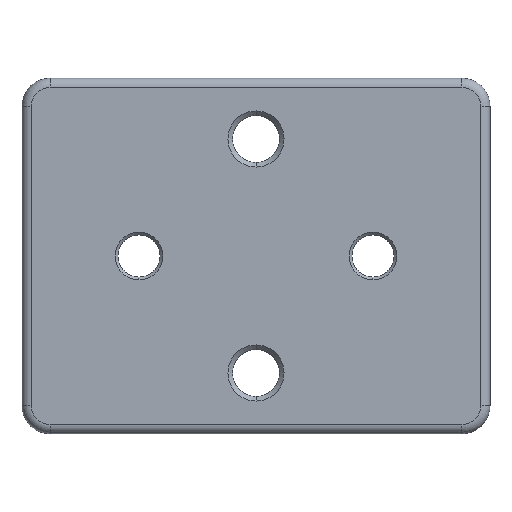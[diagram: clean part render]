
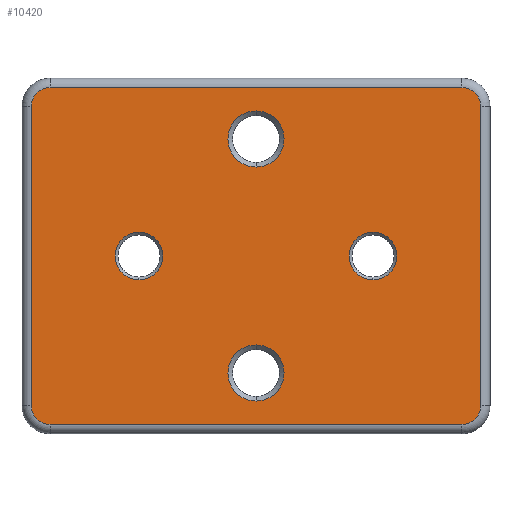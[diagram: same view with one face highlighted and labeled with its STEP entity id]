
A CAD part, front view. The second image highlights one B-rep face of the part: STEP entity #10420.
In plain terms, the highlighted planar face has unit normal (0, -1, 0).
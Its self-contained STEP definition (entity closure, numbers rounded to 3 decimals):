
#86 = ORIENTED_EDGE ( 'NONE', *, *, #9323, .T. ) ;
#97 = EDGE_CURVE ( 'NONE', #14792, #9180, #11378, .T. ) ;
#223 = EDGE_CURVE ( 'NONE', #9180, #13451, #2863, .T. ) ;
#260 = AXIS2_PLACEMENT_3D ( 'NONE', #9256, #12893, #10479 ) ;
#337 = CARTESIAN_POINT ( 'NONE',  ( 22., 0., -16. ) ) ;
#458 = VERTEX_POINT ( 'NONE', #3015 ) ;
#501 = CARTESIAN_POINT ( 'NONE',  ( 0., 0., 12.5 ) ) ;
#601 = FACE_OUTER_BOUND ( 'NONE', #4412, .T. ) ;
#828 = LINE ( 'NONE', #1976, #5930 ) ;
#831 = CARTESIAN_POINT ( 'NONE',  ( 0., 0., 9.5 ) ) ;
#1047 = DIRECTION ( 'NONE',  ( 0., 1., 0. ) ) ;
#1154 = EDGE_CURVE ( 'NONE', #10997, #7540, #4744, .T. ) ;
#1434 = DIRECTION ( 'NONE',  ( 0., -1., 0. ) ) ;
#1912 = CARTESIAN_POINT ( 'NONE',  ( 24., 0., -16. ) ) ;
#1976 = CARTESIAN_POINT ( 'NONE',  ( 24., 0., 0. ) ) ;
#2040 = CARTESIAN_POINT ( 'NONE',  ( 0., 0., -12.5 ) ) ;
#2174 = CARTESIAN_POINT ( 'NONE',  ( -24., 0., -16. ) ) ;
#2245 = AXIS2_PLACEMENT_3D ( 'NONE', #6203, #10890, #14083 ) ;
#2377 = CARTESIAN_POINT ( 'NONE',  ( 0., 0., 12.5 ) ) ;
#2381 = EDGE_LOOP ( 'NONE', ( #13619, #6309 ) ) ;
#2516 = EDGE_LOOP ( 'NONE', ( #3439, #11458 ) ) ;
#2517 = DIRECTION ( 'NONE',  ( 1., 0., 0. ) ) ;
#2738 = CARTESIAN_POINT ( 'NONE',  ( 0., 0., -12.5 ) ) ;
#2863 = LINE ( 'NONE', #14610, #10860 ) ;
#2888 = FACE_BOUND ( 'NONE', #10130, .T. ) ;
#3015 = CARTESIAN_POINT ( 'NONE',  ( 12.5, 0., -2.55 ) ) ;
#3026 = VERTEX_POINT ( 'NONE', #14545 ) ;
#3040 = CARTESIAN_POINT ( 'NONE',  ( 0., 0., -15.5 ) ) ;
#3091 = EDGE_CURVE ( 'NONE', #13550, #14792, #8976, .T. ) ;
#3108 = DIRECTION ( 'NONE',  ( 0., 0., 1. ) ) ;
#3202 = DIRECTION ( 'NONE',  ( 0., 0., 1. ) ) ;
#3205 = AXIS2_PLACEMENT_3D ( 'NONE', #15053, #9236, #5698 ) ;
#3248 = CIRCLE ( 'NONE', #6443, 2. ) ;
#3250 = EDGE_CURVE ( 'NONE', #3026, #7935, #3248, .T. ) ;
#3439 = ORIENTED_EDGE ( 'NONE', *, *, #13187, .T. ) ;
#3464 = CIRCLE ( 'NONE', #2245, 2.55 ) ;
#3467 = CARTESIAN_POINT ( 'NONE',  ( 12.5, 0., 2.55 ) ) ;
#3594 = LINE ( 'NONE', #14245, #8849 ) ;
#3694 = VERTEX_POINT ( 'NONE', #3467 ) ;
#3832 = DIRECTION ( 'NONE',  ( 0., 1., 0. ) ) ;
#4001 = EDGE_CURVE ( 'NONE', #12180, #13550, #8209, .T. ) ;
#4044 = CARTESIAN_POINT ( 'NONE',  ( -22., 0., 18. ) ) ;
#4195 = CARTESIAN_POINT ( 'NONE',  ( 0., 0., 18. ) ) ;
#4412 = EDGE_LOOP ( 'NONE', ( #6393, #4661, #8581, #7814, #14570, #10138, #86, #12040 ) ) ;
#4661 = ORIENTED_EDGE ( 'NONE', *, *, #97, .T. ) ;
#4744 = CIRCLE ( 'NONE', #8922, 2.55 ) ;
#4903 = CIRCLE ( 'NONE', #10566, 3. ) ;
#5053 = CARTESIAN_POINT ( 'NONE',  ( -12.5, 0., -2.55 ) ) ;
#5082 = CIRCLE ( 'NONE', #7299, 3. ) ;
#5100 = DIRECTION ( 'NONE',  ( 0., -1., 0. ) ) ;
#5212 = FACE_BOUND ( 'NONE', #15156, .T. ) ;
#5270 = DIRECTION ( 'NONE',  ( 0., 1., 0. ) ) ;
#5344 = DIRECTION ( 'NONE',  ( 0., 0., 1. ) ) ;
#5503 = CARTESIAN_POINT ( 'NONE',  ( 12.5, 0., 0. ) ) ;
#5698 = DIRECTION ( 'NONE',  ( 0., 0., 1. ) ) ;
#5717 = AXIS2_PLACEMENT_3D ( 'NONE', #15033, #15252, #3202 ) ;
#5930 = VECTOR ( 'NONE', #6909, 1000. ) ;
#6004 = EDGE_CURVE ( 'NONE', #14791, #3026, #3594, .T. ) ;
#6158 = CIRCLE ( 'NONE', #260, 2. ) ;
#6203 = CARTESIAN_POINT ( 'NONE',  ( -12.5, 0., 0. ) ) ;
#6244 = ORIENTED_EDGE ( 'NONE', *, *, #12260, .T. ) ;
#6309 = ORIENTED_EDGE ( 'NONE', *, *, #12279, .T. ) ;
#6393 = ORIENTED_EDGE ( 'NONE', *, *, #3091, .T. ) ;
#6443 = AXIS2_PLACEMENT_3D ( 'NONE', #337, #5100, #14375 ) ;
#6579 = ORIENTED_EDGE ( 'NONE', *, *, #11903, .T. ) ;
#6893 = DIRECTION ( 'NONE',  ( 0., 0., 1. ) ) ;
#6909 = DIRECTION ( 'NONE',  ( 0., 0., 1. ) ) ;
#7279 = DIRECTION ( 'NONE',  ( 0., 0., 1. ) ) ;
#7296 = DIRECTION ( 'NONE',  ( 0., 0., 1. ) ) ;
#7299 = AXIS2_PLACEMENT_3D ( 'NONE', #2040, #1047, #3108 ) ;
#7381 = DIRECTION ( 'NONE',  ( 0., 0., 1. ) ) ;
#7447 = DIRECTION ( 'NONE',  ( 0., 1., 0. ) ) ;
#7495 = ORIENTED_EDGE ( 'NONE', *, *, #1154, .T. ) ;
#7540 = VERTEX_POINT ( 'NONE', #12265 ) ;
#7592 = DIRECTION ( 'NONE',  ( 0., 1., 0. ) ) ;
#7814 = ORIENTED_EDGE ( 'NONE', *, *, #8561, .T. ) ;
#7841 = EDGE_CURVE ( 'NONE', #10084, #10393, #4903, .T. ) ;
#7935 = VERTEX_POINT ( 'NONE', #1912 ) ;
#8209 = CIRCLE ( 'NONE', #11920, 2. ) ;
#8278 = AXIS2_PLACEMENT_3D ( 'NONE', #5503, #13993, #6893 ) ;
#8388 = VECTOR ( 'NONE', #14780, 1000. ) ;
#8524 = AXIS2_PLACEMENT_3D ( 'NONE', #2738, #7447, #9681 ) ;
#8561 = EDGE_CURVE ( 'NONE', #13451, #14791, #6158, .T. ) ;
#8581 = ORIENTED_EDGE ( 'NONE', *, *, #223, .T. ) ;
#8643 = DIRECTION ( 'NONE',  ( 0., 0., -1. ) ) ;
#8849 = VECTOR ( 'NONE', #2517, 1000. ) ;
#8876 = EDGE_CURVE ( 'NONE', #458, #3694, #10579, .T. ) ;
#8913 = PLANE ( 'NONE',  #12844 ) ;
#8922 = AXIS2_PLACEMENT_3D ( 'NONE', #10918, #9613, #7296 ) ;
#8976 = LINE ( 'NONE', #4195, #8388 ) ;
#9180 = VERTEX_POINT ( 'NONE', #13388 ) ;
#9236 = DIRECTION ( 'NONE',  ( 0., 1., 0. ) ) ;
#9256 = CARTESIAN_POINT ( 'NONE',  ( -22., 0., -16. ) ) ;
#9323 = EDGE_CURVE ( 'NONE', #7935, #12180, #828, .T. ) ;
#9556 = EDGE_CURVE ( 'NONE', #7540, #10997, #3464, .T. ) ;
#9566 = VERTEX_POINT ( 'NONE', #12986 ) ;
#9613 = DIRECTION ( 'NONE',  ( 0., 1., 0. ) ) ;
#9681 = DIRECTION ( 'NONE',  ( 0., 0., 1. ) ) ;
#9807 = CARTESIAN_POINT ( 'NONE',  ( 24., 0., 16. ) ) ;
#10084 = VERTEX_POINT ( 'NONE', #14818 ) ;
#10130 = EDGE_LOOP ( 'NONE', ( #6244, #6579 ) ) ;
#10138 = ORIENTED_EDGE ( 'NONE', *, *, #3250, .T. ) ;
#10393 = VERTEX_POINT ( 'NONE', #831 ) ;
#10420 = ADVANCED_FACE ( 'NONE', ( #2888, #12315, #5212, #12548, #601 ), #8913, .F. ) ;
#10479 = DIRECTION ( 'NONE',  ( 0., 0., 1. ) ) ;
#10566 = AXIS2_PLACEMENT_3D ( 'NONE', #2377, #3832, #7381 ) ;
#10579 = CIRCLE ( 'NONE', #3205, 2.55 ) ;
#10860 = VECTOR ( 'NONE', #8643, 1000. ) ;
#10890 = DIRECTION ( 'NONE',  ( 0., 1., 0. ) ) ;
#10918 = CARTESIAN_POINT ( 'NONE',  ( -12.5, 0., 0. ) ) ;
#10997 = VERTEX_POINT ( 'NONE', #5053 ) ;
#11148 = CARTESIAN_POINT ( 'NONE',  ( -22., 0., -18. ) ) ;
#11254 = CIRCLE ( 'NONE', #8278, 2.55 ) ;
#11309 = DIRECTION ( 'NONE',  ( 1., 0., 0. ) ) ;
#11378 = CIRCLE ( 'NONE', #5717, 2. ) ;
#11458 = ORIENTED_EDGE ( 'NONE', *, *, #7841, .T. ) ;
#11802 = ORIENTED_EDGE ( 'NONE', *, *, #9556, .T. ) ;
#11903 = EDGE_CURVE ( 'NONE', #9566, #13866, #14963, .T. ) ;
#11920 = AXIS2_PLACEMENT_3D ( 'NONE', #13154, #1434, #7279 ) ;
#12040 = ORIENTED_EDGE ( 'NONE', *, *, #4001, .T. ) ;
#12180 = VERTEX_POINT ( 'NONE', #9807 ) ;
#12260 = EDGE_CURVE ( 'NONE', #13866, #9566, #5082, .T. ) ;
#12265 = CARTESIAN_POINT ( 'NONE',  ( -12.5, 0., 2.55 ) ) ;
#12279 = EDGE_CURVE ( 'NONE', #3694, #458, #11254, .T. ) ;
#12315 = FACE_BOUND ( 'NONE', #2516, .T. ) ;
#12548 = FACE_BOUND ( 'NONE', #2381, .T. ) ;
#12844 = AXIS2_PLACEMENT_3D ( 'NONE', #13549, #7592, #11309 ) ;
#12893 = DIRECTION ( 'NONE',  ( 0., -1., 0. ) ) ;
#12986 = CARTESIAN_POINT ( 'NONE',  ( 0., 0., -9.5 ) ) ;
#13154 = CARTESIAN_POINT ( 'NONE',  ( 22., 0., 16. ) ) ;
#13187 = EDGE_CURVE ( 'NONE', #10393, #10084, #14721, .T. ) ;
#13388 = CARTESIAN_POINT ( 'NONE',  ( -24., 0., 16. ) ) ;
#13451 = VERTEX_POINT ( 'NONE', #2174 ) ;
#13549 = CARTESIAN_POINT ( 'NONE',  ( 0., 0., 0. ) ) ;
#13550 = VERTEX_POINT ( 'NONE', #13744 ) ;
#13619 = ORIENTED_EDGE ( 'NONE', *, *, #8876, .T. ) ;
#13744 = CARTESIAN_POINT ( 'NONE',  ( 22., 0., 18. ) ) ;
#13866 = VERTEX_POINT ( 'NONE', #3040 ) ;
#13993 = DIRECTION ( 'NONE',  ( 0., 1., 0. ) ) ;
#14083 = DIRECTION ( 'NONE',  ( 0., 0., 1. ) ) ;
#14245 = CARTESIAN_POINT ( 'NONE',  ( 0., 0., -18. ) ) ;
#14375 = DIRECTION ( 'NONE',  ( 0., 0., 1. ) ) ;
#14545 = CARTESIAN_POINT ( 'NONE',  ( 22., 0., -18. ) ) ;
#14570 = ORIENTED_EDGE ( 'NONE', *, *, #6004, .T. ) ;
#14610 = CARTESIAN_POINT ( 'NONE',  ( -24., 0., 0. ) ) ;
#14721 = CIRCLE ( 'NONE', #14989, 3. ) ;
#14780 = DIRECTION ( 'NONE',  ( -1., 0., 0. ) ) ;
#14791 = VERTEX_POINT ( 'NONE', #11148 ) ;
#14792 = VERTEX_POINT ( 'NONE', #4044 ) ;
#14818 = CARTESIAN_POINT ( 'NONE',  ( 0., 0., 15.5 ) ) ;
#14963 = CIRCLE ( 'NONE', #8524, 3. ) ;
#14989 = AXIS2_PLACEMENT_3D ( 'NONE', #501, #5270, #5344 ) ;
#15033 = CARTESIAN_POINT ( 'NONE',  ( -22., 0., 16. ) ) ;
#15053 = CARTESIAN_POINT ( 'NONE',  ( 12.5, 0., 0. ) ) ;
#15156 = EDGE_LOOP ( 'NONE', ( #7495, #11802 ) ) ;
#15252 = DIRECTION ( 'NONE',  ( 0., -1., 0. ) ) ;
